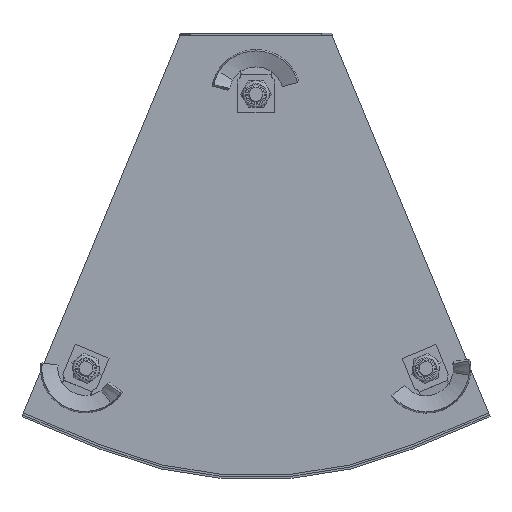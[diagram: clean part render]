
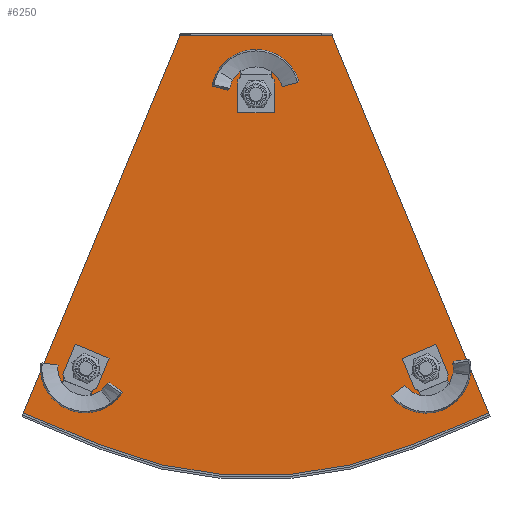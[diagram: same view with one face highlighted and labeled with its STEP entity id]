
A CAD part, front view. The second image highlights one B-rep face of the part: STEP entity #6250.
In plain terms, the highlighted planar face has unit normal (0, -1, 0).
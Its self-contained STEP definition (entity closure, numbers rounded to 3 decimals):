
#8 = B_SPLINE_CURVE_WITH_KNOTS ( 'NONE', 3,
 ( #5645, #3272, #1567, #6713, #6790, #6734 ),
 .UNSPECIFIED., .F., .F.,
 ( 4, 2, 4 ),
 ( 0., 0.001, 0.001 ),
 .UNSPECIFIED. ) ;
#168 = EDGE_CURVE ( 'NONE', #396, #1426, #573, .T. ) ;
#268 = LINE ( 'NONE', #1452, #735 ) ;
#279 = DIRECTION ( 'NONE',  ( 0., 0., 1. ) ) ;
#396 = VERTEX_POINT ( 'NONE', #5972 ) ;
#456 = ORIENTED_EDGE ( 'NONE', *, *, #4628, .T. ) ;
#543 = CARTESIAN_POINT ( 'NONE',  ( 114.338, -1., -198.063 ) ) ;
#573 = LINE ( 'NONE', #543, #7305 ) ;
#600 = ORIENTED_EDGE ( 'NONE', *, *, #7546, .T. ) ;
#614 = AXIS2_PLACEMENT_3D ( 'NONE', #7246, #826, #4283 ) ;
#665 = CARTESIAN_POINT ( 'NONE',  ( 0., -1., -33.05 ) ) ;
#690 = DIRECTION ( 'NONE',  ( 0., 1., 0. ) ) ;
#698 = DIRECTION ( 'NONE',  ( 0., 1., 0. ) ) ;
#734 = DIRECTION ( 'NONE',  ( 0., 1., 0. ) ) ;
#735 = VECTOR ( 'NONE', #6679, 1000. ) ;
#826 = DIRECTION ( 'NONE',  ( 0., 1., 0. ) ) ;
#835 = DIRECTION ( 'NONE',  ( 0., 0., 1. ) ) ;
#852 = ORIENTED_EDGE ( 'NONE', *, *, #5077, .F. ) ;
#1033 = CARTESIAN_POINT ( 'NONE',  ( -37.56, -1., -12.952 ) ) ;
#1145 = CARTESIAN_POINT ( 'NONE',  ( -37.278, -1., -12.27 ) ) ;
#1211 = CIRCLE ( 'NONE', #2794, 8.25 ) ;
#1426 = VERTEX_POINT ( 'NONE', #6902 ) ;
#1449 = ORIENTED_EDGE ( 'NONE', *, *, #6570, .T. ) ;
#1451 = CARTESIAN_POINT ( 'NONE',  ( -83.61, -1., -167.909 ) ) ;
#1452 = CARTESIAN_POINT ( 'NONE',  ( 0., -1., -12.27 ) ) ;
#1533 = VERTEX_POINT ( 'NONE', #665 ) ;
#1567 = CARTESIAN_POINT ( 'NONE',  ( 37.56, -1., -12.952 ) ) ;
#1596 = CARTESIAN_POINT ( 'NONE',  ( -37.332, -1., -12.449 ) ) ;
#1635 = CARTESIAN_POINT ( 'NONE',  ( 32.25, -1., 0. ) ) ;
#1647 = EDGE_CURVE ( 'NONE', #7239, #4502, #1652, .T. ) ;
#1652 = LINE ( 'NONE', #1962, #4189 ) ;
#1703 = ORIENTED_EDGE ( 'NONE', *, *, #168, .F. ) ;
#1778 = VERTEX_POINT ( 'NONE', #4831 ) ;
#1787 = EDGE_CURVE ( 'NONE', #6973, #6842, #2203, .T. ) ;
#1807 = CARTESIAN_POINT ( 'NONE',  ( 0., -1., -30.578 ) ) ;
#1852 = DIRECTION ( 'NONE',  ( 0., 0., 1. ) ) ;
#1876 = CARTESIAN_POINT ( 'NONE',  ( -83.61, -1., -184.409 ) ) ;
#1917 = CARTESIAN_POINT ( 'NONE',  ( -83.61, -1., -176.159 ) ) ;
#1945 = AXIS2_PLACEMENT_3D ( 'NONE', #4252, #5979, #6547 ) ;
#1962 = CARTESIAN_POINT ( 'NONE',  ( -76.001, -1., -213.952 ) ) ;
#2161 = CARTESIAN_POINT ( 'NONE',  ( -76.001, -1., -213.952 ) ) ;
#2184 = ORIENTED_EDGE ( 'NONE', *, *, #6073, .F. ) ;
#2203 = CIRCLE ( 'NONE', #3627, 8.25 ) ;
#2258 = EDGE_LOOP ( 'NONE', ( #4990, #3550 ) ) ;
#2324 = AXIS2_PLACEMENT_3D ( 'NONE', #1807, #698, #7053 ) ;
#2550 = VERTEX_POINT ( 'NONE', #5317 ) ;
#2592 = EDGE_LOOP ( 'NONE', ( #600, #456 ) ) ;
#2630 = CARTESIAN_POINT ( 'NONE',  ( 37.75, -1., -13.27 ) ) ;
#2794 = AXIS2_PLACEMENT_3D ( 'NONE', #6385, #2893, #4664 ) ;
#2893 = DIRECTION ( 'NONE',  ( 0., 1., 0. ) ) ;
#3075 = CARTESIAN_POINT ( 'NONE',  ( -114.338, -1., -198.063 ) ) ;
#3108 = DIRECTION ( 'NONE',  ( 0., 1., 0. ) ) ;
#3272 = CARTESIAN_POINT ( 'NONE',  ( 37.655, -1., -13.112 ) ) ;
#3381 = CIRCLE ( 'NONE', #614, 198.5 ) ;
#3476 = VERTEX_POINT ( 'NONE', #5738 ) ;
#3547 = CARTESIAN_POINT ( 'NONE',  ( 83.61, -1., -184.409 ) ) ;
#3549 = EDGE_CURVE ( 'NONE', #6103, #1533, #1211, .T. ) ;
#3550 = ORIENTED_EDGE ( 'NONE', *, *, #6218, .T. ) ;
#3627 = AXIS2_PLACEMENT_3D ( 'NONE', #1917, #6711, #279 ) ;
#3656 = VECTOR ( 'NONE', #7131, 1000. ) ;
#3665 = VECTOR ( 'NONE', #6906, 1000. ) ;
#3743 = FACE_BOUND ( 'NONE', #7219, .T. ) ;
#3871 = CIRCLE ( 'NONE', #7090, 8.25 ) ;
#3932 = CARTESIAN_POINT ( 'NONE',  ( -37.75, -1., -13.27 ) ) ;
#3947 = ORIENTED_EDGE ( 'NONE', *, *, #6330, .F. ) ;
#3957 = EDGE_LOOP ( 'NONE', ( #1449, #852, #5556, #5505, #7175, #3947, #1703, #2184 ) ) ;
#3991 = EDGE_CURVE ( 'NONE', #1533, #6103, #5946, .T. ) ;
#4026 = FACE_BOUND ( 'NONE', #2592, .T. ) ;
#4189 = VECTOR ( 'NONE', #4334, 1000. ) ;
#4252 = CARTESIAN_POINT ( 'NONE',  ( 83.61, -1., -176.159 ) ) ;
#4283 = DIRECTION ( 'NONE',  ( 0., 0., 1. ) ) ;
#4293 = CARTESIAN_POINT ( 'NONE',  ( 83.61, -1., -176.159 ) ) ;
#4333 = CARTESIAN_POINT ( 'NONE',  ( 83.61, -1., -167.909 ) ) ;
#4334 = DIRECTION ( 'NONE',  ( -0.924, 0., 0.383 ) ) ;
#4349 = EDGE_CURVE ( 'NONE', #1778, #2550, #4758, .T. ) ;
#4502 = VERTEX_POINT ( 'NONE', #6373 ) ;
#4628 = EDGE_CURVE ( 'NONE', #6187, #5144, #5659, .T. ) ;
#4664 = DIRECTION ( 'NONE',  ( 0., 0., 1. ) ) ;
#4709 = PLANE ( 'NONE',  #2324 ) ;
#4758 = B_SPLINE_CURVE_WITH_KNOTS ( 'NONE', 3,
 ( #1145, #1596, #7456, #1033, #5094, #3932 ),
 .UNSPECIFIED., .F., .F.,
 ( 4, 2, 4 ),
 ( 0., 0.001, 0.001 ),
 .UNSPECIFIED. ) ;
#4829 = CARTESIAN_POINT ( 'NONE',  ( 0., -1., -41.3 ) ) ;
#4831 = CARTESIAN_POINT ( 'NONE',  ( -37.278, -1., -12.27 ) ) ;
#4861 = AXIS2_PLACEMENT_3D ( 'NONE', #4829, #690, #1852 ) ;
#4990 = ORIENTED_EDGE ( 'NONE', *, *, #1787, .T. ) ;
#5077 = EDGE_CURVE ( 'NONE', #1778, #3476, #268, .T. ) ;
#5085 = VERTEX_POINT ( 'NONE', #2630 ) ;
#5094 = CARTESIAN_POINT ( 'NONE',  ( -37.655, -1., -13.112 ) ) ;
#5144 = VERTEX_POINT ( 'NONE', #4333 ) ;
#5290 = AXIS2_PLACEMENT_3D ( 'NONE', #5919, #734, #5940 ) ;
#5305 = FACE_BOUND ( 'NONE', #2258, .T. ) ;
#5317 = CARTESIAN_POINT ( 'NONE',  ( -37.75, -1., -13.27 ) ) ;
#5474 = EDGE_CURVE ( 'NONE', #4502, #2550, #5756, .T. ) ;
#5494 = ORIENTED_EDGE ( 'NONE', *, *, #3549, .T. ) ;
#5505 = ORIENTED_EDGE ( 'NONE', *, *, #5474, .F. ) ;
#5556 = ORIENTED_EDGE ( 'NONE', *, *, #4349, .T. ) ;
#5645 = CARTESIAN_POINT ( 'NONE',  ( 37.75, -1., -13.27 ) ) ;
#5659 = CIRCLE ( 'NONE', #1945, 8.25 ) ;
#5738 = CARTESIAN_POINT ( 'NONE',  ( 37.278, -1., -12.27 ) ) ;
#5756 = LINE ( 'NONE', #3075, #3656 ) ;
#5919 = CARTESIAN_POINT ( 'NONE',  ( -83.61, -1., -176.159 ) ) ;
#5940 = DIRECTION ( 'NONE',  ( 0., 0., 1. ) ) ;
#5946 = CIRCLE ( 'NONE', #4861, 8.25 ) ;
#5972 = CARTESIAN_POINT ( 'NONE',  ( 114.338, -1., -198.063 ) ) ;
#5979 = DIRECTION ( 'NONE',  ( 0., 1., 0. ) ) ;
#6073 = EDGE_CURVE ( 'NONE', #5085, #396, #6580, .T. ) ;
#6103 = VERTEX_POINT ( 'NONE', #7468 ) ;
#6187 = VERTEX_POINT ( 'NONE', #3547 ) ;
#6218 = EDGE_CURVE ( 'NONE', #6842, #6973, #7031, .T. ) ;
#6228 = ORIENTED_EDGE ( 'NONE', *, *, #3991, .T. ) ;
#6250 = ADVANCED_FACE ( 'NONE', ( #6847, #5305, #4026, #3743 ), #4709, .F. ) ;
#6330 = EDGE_CURVE ( 'NONE', #1426, #7239, #3381, .T. ) ;
#6373 = CARTESIAN_POINT ( 'NONE',  ( -114.338, -1., -198.063 ) ) ;
#6385 = CARTESIAN_POINT ( 'NONE',  ( 0., -1., -41.3 ) ) ;
#6547 = DIRECTION ( 'NONE',  ( 0., 0., 1. ) ) ;
#6570 = EDGE_CURVE ( 'NONE', #5085, #3476, #8, .T. ) ;
#6580 = LINE ( 'NONE', #1635, #3665 ) ;
#6679 = DIRECTION ( 'NONE',  ( 1., 0., 0. ) ) ;
#6711 = DIRECTION ( 'NONE',  ( 0., 1., 0. ) ) ;
#6713 = CARTESIAN_POINT ( 'NONE',  ( 37.399, -1., -12.621 ) ) ;
#6734 = CARTESIAN_POINT ( 'NONE',  ( 37.278, -1., -12.27 ) ) ;
#6790 = CARTESIAN_POINT ( 'NONE',  ( 37.332, -1., -12.449 ) ) ;
#6842 = VERTEX_POINT ( 'NONE', #1876 ) ;
#6847 = FACE_OUTER_BOUND ( 'NONE', #3957, .T. ) ;
#6902 = CARTESIAN_POINT ( 'NONE',  ( 76.001, -1., -213.952 ) ) ;
#6906 = DIRECTION ( 'NONE',  ( 0.383, 0., -0.924 ) ) ;
#6965 = DIRECTION ( 'NONE',  ( -0.924, 0., -0.383 ) ) ;
#6973 = VERTEX_POINT ( 'NONE', #1451 ) ;
#7031 = CIRCLE ( 'NONE', #5290, 8.25 ) ;
#7053 = DIRECTION ( 'NONE',  ( 0., 0., 1. ) ) ;
#7090 = AXIS2_PLACEMENT_3D ( 'NONE', #4293, #3108, #835 ) ;
#7131 = DIRECTION ( 'NONE',  ( 0.383, 0., 0.924 ) ) ;
#7175 = ORIENTED_EDGE ( 'NONE', *, *, #1647, .F. ) ;
#7219 = EDGE_LOOP ( 'NONE', ( #6228, #5494 ) ) ;
#7239 = VERTEX_POINT ( 'NONE', #2161 ) ;
#7246 = CARTESIAN_POINT ( 'NONE',  ( 0., -1., -30.578 ) ) ;
#7305 = VECTOR ( 'NONE', #6965, 1000. ) ;
#7456 = CARTESIAN_POINT ( 'NONE',  ( -37.399, -1., -12.621 ) ) ;
#7468 = CARTESIAN_POINT ( 'NONE',  ( 0., -1., -49.55 ) ) ;
#7546 = EDGE_CURVE ( 'NONE', #5144, #6187, #3871, .T. ) ;
